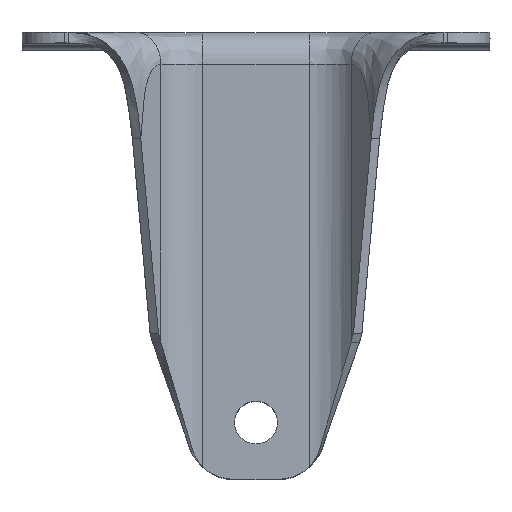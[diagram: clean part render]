
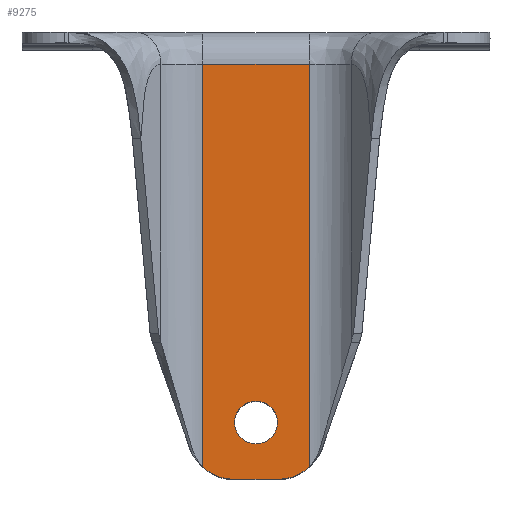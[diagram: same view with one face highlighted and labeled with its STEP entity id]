
A CAD part, top view. The second image highlights one B-rep face of the part: STEP entity #9275.
In plain terms, the highlighted planar face has unit normal (0, 0, 1).
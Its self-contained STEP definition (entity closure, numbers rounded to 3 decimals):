
#147 = VERTEX_POINT ( 'NONE', #17919 ) ;
#187 = CARTESIAN_POINT ( 'NONE',  ( -6.5, -126., 34. ) ) ;
#336 = CIRCLE ( 'NONE', #8944, 6.05 ) ;
#345 = AXIS2_PLACEMENT_3D ( 'NONE', #18874, #5134, #6528 ) ;
#371 = CARTESIAN_POINT ( 'NONE',  ( 15., -126., 34. ) ) ;
#395 = VECTOR ( 'NONE', #6743, 1000. ) ;
#525 = ORIENTED_EDGE ( 'NONE', *, *, #15541, .F. ) ;
#683 = VECTOR ( 'NONE', #11340, 1000. ) ;
#800 = VERTEX_POINT ( 'NONE', #13528 ) ;
#1323 = CIRCLE ( 'NONE', #15389, 12. ) ;
#1663 = PLANE ( 'NONE',  #12689 ) ;
#1696 = EDGE_CURVE ( 'NONE', #19147, #800, #336, .T. ) ;
#1858 = DIRECTION ( 'NONE',  ( -1., 0., 0. ) ) ;
#1864 = VERTEX_POINT ( 'NONE', #10711 ) ;
#2158 = ORIENTED_EDGE ( 'NONE', *, *, #1696, .F. ) ;
#3315 = VERTEX_POINT ( 'NONE', #187 ) ;
#3348 = FACE_OUTER_BOUND ( 'NONE', #4639, .T. ) ;
#3433 = LINE ( 'NONE', #17374, #683 ) ;
#3650 = CARTESIAN_POINT ( 'NONE',  ( -15., 0., 34. ) ) ;
#3954 = CARTESIAN_POINT ( 'NONE',  ( 15., 0., 34. ) ) ;
#4010 = VERTEX_POINT ( 'NONE', #15949 ) ;
#4639 = EDGE_LOOP ( 'NONE', ( #10591, #6401, #525, #13840, #14071, #10595 ) ) ;
#5134 = DIRECTION ( 'NONE',  ( 0., 0., -1. ) ) ;
#5410 = CARTESIAN_POINT ( 'NONE',  ( 15., -122.471, 34. ) ) ;
#5826 = CARTESIAN_POINT ( 'NONE',  ( 0., -110., 34. ) ) ;
#6401 = ORIENTED_EDGE ( 'NONE', *, *, #18236, .F. ) ;
#6528 = DIRECTION ( 'NONE',  ( 0., 1., 0. ) ) ;
#6743 = DIRECTION ( 'NONE',  ( 0., 1., 0. ) ) ;
#7105 = EDGE_CURVE ( 'NONE', #1864, #147, #12943, .T. ) ;
#8367 = VERTEX_POINT ( 'NONE', #5410 ) ;
#8902 = EDGE_LOOP ( 'NONE', ( #2158, #17092 ) ) ;
#8944 = AXIS2_PLACEMENT_3D ( 'NONE', #12862, #11461, #12757 ) ;
#8948 = CARTESIAN_POINT ( 'NONE',  ( 15., -9., 34. ) ) ;
#9049 = CARTESIAN_POINT ( 'NONE',  ( 6.05, -110., 34. ) ) ;
#9275 = ADVANCED_FACE ( 'NONE', ( #11055, #3348 ), #1663, .F. ) ;
#10591 = ORIENTED_EDGE ( 'NONE', *, *, #7105, .F. ) ;
#10595 = ORIENTED_EDGE ( 'NONE', *, *, #10888, .F. ) ;
#10711 = CARTESIAN_POINT ( 'NONE',  ( -15., -122.471, 34. ) ) ;
#10888 = EDGE_CURVE ( 'NONE', #147, #15785, #16704, .T. ) ;
#10921 = VECTOR ( 'NONE', #1858, 1000. ) ;
#11055 = FACE_BOUND ( 'NONE', #8902, .T. ) ;
#11258 = DIRECTION ( 'NONE',  ( -1., 0., 0. ) ) ;
#11340 = DIRECTION ( 'NONE',  ( 0., 1., 0. ) ) ;
#11461 = DIRECTION ( 'NONE',  ( 0., 0., 1. ) ) ;
#12689 = AXIS2_PLACEMENT_3D ( 'NONE', #3954, #16178, #11258 ) ;
#12757 = DIRECTION ( 'NONE',  ( 1., 0., 0. ) ) ;
#12862 = CARTESIAN_POINT ( 'NONE',  ( 0., -110., 34. ) ) ;
#12943 = LINE ( 'NONE', #3650, #395 ) ;
#13420 = DIRECTION ( 'NONE',  ( 1., 0., 0. ) ) ;
#13472 = AXIS2_PLACEMENT_3D ( 'NONE', #5826, #16359, #13420 ) ;
#13528 = CARTESIAN_POINT ( 'NONE',  ( -6.05, -110., 34. ) ) ;
#13840 = ORIENTED_EDGE ( 'NONE', *, *, #14017, .F. ) ;
#14017 = EDGE_CURVE ( 'NONE', #8367, #4010, #1323, .T. ) ;
#14065 = LINE ( 'NONE', #371, #10921 ) ;
#14071 = ORIENTED_EDGE ( 'NONE', *, *, #18127, .T. ) ;
#14715 = DIRECTION ( 'NONE',  ( 0., 0., -1. ) ) ;
#14824 = DIRECTION ( 'NONE',  ( 0., 1., 0. ) ) ;
#15302 = VECTOR ( 'NONE', #19812, 1000. ) ;
#15389 = AXIS2_PLACEMENT_3D ( 'NONE', #19448, #14715, #14824 ) ;
#15492 = CARTESIAN_POINT ( 'NONE',  ( 74.112, -9., 34. ) ) ;
#15541 = EDGE_CURVE ( 'NONE', #4010, #3315, #14065, .T. ) ;
#15785 = VERTEX_POINT ( 'NONE', #8948 ) ;
#15924 = EDGE_CURVE ( 'NONE', #800, #19147, #18954, .T. ) ;
#15949 = CARTESIAN_POINT ( 'NONE',  ( 6.5, -126., 34. ) ) ;
#16178 = DIRECTION ( 'NONE',  ( 0., 0., -1. ) ) ;
#16359 = DIRECTION ( 'NONE',  ( 0., 0., 1. ) ) ;
#16704 = LINE ( 'NONE', #15492, #15302 ) ;
#17092 = ORIENTED_EDGE ( 'NONE', *, *, #15924, .F. ) ;
#17374 = CARTESIAN_POINT ( 'NONE',  ( 15., 0., 34. ) ) ;
#17621 = CIRCLE ( 'NONE', #345, 12. ) ;
#17919 = CARTESIAN_POINT ( 'NONE',  ( -15., -9., 34. ) ) ;
#18127 = EDGE_CURVE ( 'NONE', #8367, #15785, #3433, .T. ) ;
#18236 = EDGE_CURVE ( 'NONE', #3315, #1864, #17621, .T. ) ;
#18874 = CARTESIAN_POINT ( 'NONE',  ( -6.5, -114., 34. ) ) ;
#18954 = CIRCLE ( 'NONE', #13472, 6.05 ) ;
#19147 = VERTEX_POINT ( 'NONE', #9049 ) ;
#19448 = CARTESIAN_POINT ( 'NONE',  ( 6.5, -114., 34. ) ) ;
#19812 = DIRECTION ( 'NONE',  ( 1., 0., 0. ) ) ;
